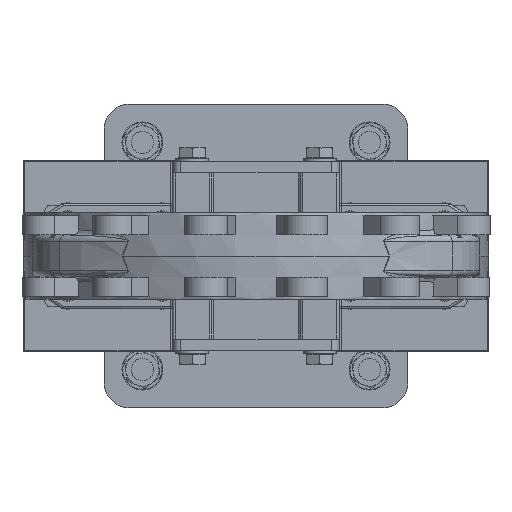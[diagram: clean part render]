
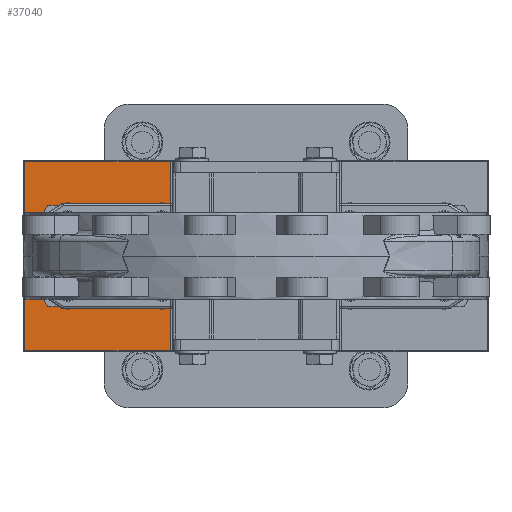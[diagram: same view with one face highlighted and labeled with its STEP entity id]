
A CAD part, front view. The second image highlights one B-rep face of the part: STEP entity #37040.
In plain terms, the highlighted face is planar.
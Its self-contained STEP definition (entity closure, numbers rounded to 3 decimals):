
#14123 = VERTEX_POINT ( 'NONE', #91663 ) ;
#14140 = EDGE_CURVE ( 'NONE', #32632, #14123, #91642, .T. ) ;
#14538 = EDGE_CURVE ( 'NONE', #32327, #14123, #91987, .T. ) ;
#32281 = VERTEX_POINT ( 'NONE', #59692 ) ;
#32327 = VERTEX_POINT ( 'NONE', #59709 ) ;
#32442 = EDGE_CURVE ( 'NONE', #32327, #32281, #59820, .T. ) ;
#32632 = VERTEX_POINT ( 'NONE', #60044 ) ;
#32643 = EDGE_CURVE ( 'NONE', #32281, #32632, #60092, .T. ) ;
#36974 = EDGE_LOOP ( 'NONE', ( #37071, #37064, #37041, #37046 ) ) ;
#37040 = ADVANCED_FACE ( 'NONE', ( #65770 ), #65788, .T. ) ;
#37041 = ORIENTED_EDGE ( 'NONE', *, *, #14140, .F. ) ;
#37046 = ORIENTED_EDGE ( 'NONE', *, *, #32643, .F. ) ;
#37064 = ORIENTED_EDGE ( 'NONE', *, *, #14538, .T. ) ;
#37071 = ORIENTED_EDGE ( 'NONE', *, *, #32442, .F. ) ;
#59692 = CARTESIAN_POINT ( 'NONE',  ( 29., 85., 77. ) ) ;
#59709 = CARTESIAN_POINT ( 'NONE',  ( 29., 85., 209. ) ) ;
#59794 = DIRECTION ( 'NONE',  ( 0., 0., -1. ) ) ;
#59795 = VECTOR ( 'NONE', #59794, 1000. ) ;
#59819 = CARTESIAN_POINT ( 'NONE',  ( 29., 85., 67.5 ) ) ;
#59820 = LINE ( 'NONE', #59819, #59795 ) ;
#60044 = CARTESIAN_POINT ( 'NONE',  ( 29., -85., 77. ) ) ;
#60047 = CARTESIAN_POINT ( 'NONE',  ( 29., -86., 77. ) ) ;
#60065 = DIRECTION ( 'NONE',  ( 0., -1., 0. ) ) ;
#60066 = VECTOR ( 'NONE', #60065, 1000. ) ;
#60092 = LINE ( 'NONE', #60047, #60066 ) ;
#65770 = FACE_OUTER_BOUND ( 'NONE', #36974, .T. ) ;
#65787 = DIRECTION ( 'NONE',  ( 1., 0., 0. ) ) ;
#65788 = PLANE ( 'NONE',  #65833 ) ;
#65822 = DIRECTION ( 'NONE',  ( 0., 1., 0. ) ) ;
#65832 = CARTESIAN_POINT ( 'NONE',  ( 29., 86., 210. ) ) ;
#65833 = AXIS2_PLACEMENT_3D ( 'NONE', #65832, #65787, #65822 ) ;
#91636 = DIRECTION ( 'NONE',  ( 0., 0., 1. ) ) ;
#91638 = VECTOR ( 'NONE', #91636, 1000. ) ;
#91640 = CARTESIAN_POINT ( 'NONE',  ( 29., -85., 67.5 ) ) ;
#91642 = LINE ( 'NONE', #91640, #91638 ) ;
#91663 = CARTESIAN_POINT ( 'NONE',  ( 29., -85., 209. ) ) ;
#91984 = DIRECTION ( 'NONE',  ( 0., -1., 0. ) ) ;
#91985 = VECTOR ( 'NONE', #91984, 1000. ) ;
#91986 = CARTESIAN_POINT ( 'NONE',  ( 29., -86., 209. ) ) ;
#91987 = LINE ( 'NONE', #91986, #91985 ) ;
